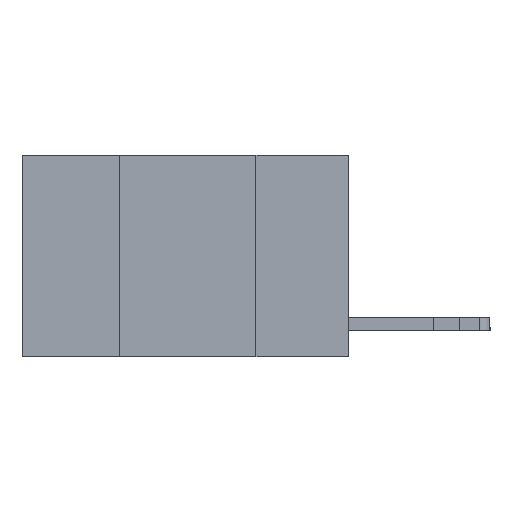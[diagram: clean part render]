
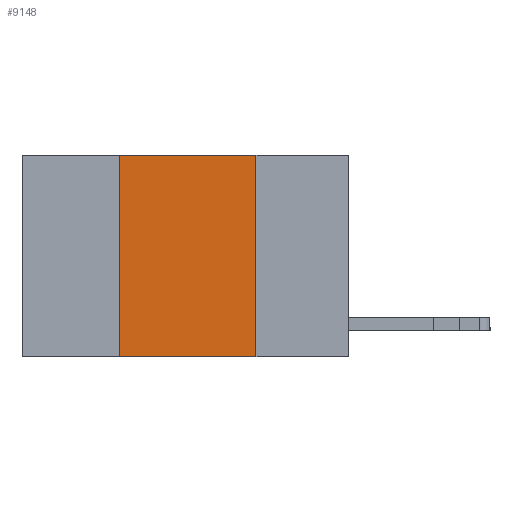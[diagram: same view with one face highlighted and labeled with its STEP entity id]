
A CAD part, left-side view. The second image highlights one B-rep face of the part: STEP entity #9148.
In plain terms, the highlighted planar face has unit normal (-1, 0, 0).
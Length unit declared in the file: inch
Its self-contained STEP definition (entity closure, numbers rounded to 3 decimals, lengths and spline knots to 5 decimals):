
#169 = DIRECTION ( 'NONE',  ( 0., -1., 0. ) ) ;
#984 = CARTESIAN_POINT ( 'NONE',  ( 0., 0.6, 0. ) ) ;
#1728 = ORIENTED_EDGE ( 'NONE', *, *, #5342, .F. ) ;
#2609 = EDGE_CURVE ( 'NONE', #6673, #7223, #12423, .T. ) ;
#3359 = LINE ( 'NONE', #6418, #4619 ) ;
#3506 = PLANE ( 'NONE',  #10304 ) ;
#4619 = VECTOR ( 'NONE', #9017, 39.37008 ) ;
#5342 = EDGE_CURVE ( 'NONE', #7223, #9089, #3359, .T. ) ;
#6325 = VECTOR ( 'NONE', #15331, 39.37008 ) ;
#6418 = CARTESIAN_POINT ( 'NONE',  ( 0., 0.17, 0. ) ) ;
#6673 = VERTEX_POINT ( 'NONE', #10278 ) ;
#6799 = EDGE_CURVE ( 'NONE', #9842, #9089, #8625, .T. ) ;
#7223 = VERTEX_POINT ( 'NONE', #13128 ) ;
#7304 = ORIENTED_EDGE ( 'NONE', *, *, #2609, .F. ) ;
#8462 = VECTOR ( 'NONE', #169, 39.37008 ) ;
#8625 = LINE ( 'NONE', #12894, #8462 ) ;
#9017 = DIRECTION ( 'NONE',  ( 0., 0., -1. ) ) ;
#9089 = VERTEX_POINT ( 'NONE', #10456 ) ;
#9148 = ADVANCED_FACE ( 'NONE', ( #16217 ), #3506, .F. ) ;
#9377 = ORIENTED_EDGE ( 'NONE', *, *, #12314, .F. ) ;
#9475 = CARTESIAN_POINT ( 'NONE',  ( 0., 0.42, 0. ) ) ;
#9615 = EDGE_LOOP ( 'NONE', ( #1728, #7304, #9377, #15319 ) ) ;
#9842 = VERTEX_POINT ( 'NONE', #17033 ) ;
#10278 = CARTESIAN_POINT ( 'NONE',  ( 0., 0.42, 0. ) ) ;
#10304 = AXIS2_PLACEMENT_3D ( 'NONE', #984, #16595, #17992 ) ;
#10456 = CARTESIAN_POINT ( 'NONE',  ( 0., 0.17, -0.37 ) ) ;
#11014 = DIRECTION ( 'NONE',  ( 0., -1., 0. ) ) ;
#12051 = VECTOR ( 'NONE', #11014, 39.37008 ) ;
#12314 = EDGE_CURVE ( 'NONE', #9842, #6673, #18041, .T. ) ;
#12423 = LINE ( 'NONE', #16971, #12051 ) ;
#12894 = CARTESIAN_POINT ( 'NONE',  ( 0., 0.6, -0.37 ) ) ;
#13128 = CARTESIAN_POINT ( 'NONE',  ( 0., 0.17, 0. ) ) ;
#15319 = ORIENTED_EDGE ( 'NONE', *, *, #6799, .T. ) ;
#15331 = DIRECTION ( 'NONE',  ( 0., 0., 1. ) ) ;
#16217 = FACE_OUTER_BOUND ( 'NONE', #9615, .T. ) ;
#16595 = DIRECTION ( 'NONE',  ( 1., 0., 0. ) ) ;
#16971 = CARTESIAN_POINT ( 'NONE',  ( 0., 0.6, 0. ) ) ;
#17033 = CARTESIAN_POINT ( 'NONE',  ( 0., 0.42, -0.37 ) ) ;
#17992 = DIRECTION ( 'NONE',  ( 0., 0., -1. ) ) ;
#18041 = LINE ( 'NONE', #9475, #6325 ) ;
